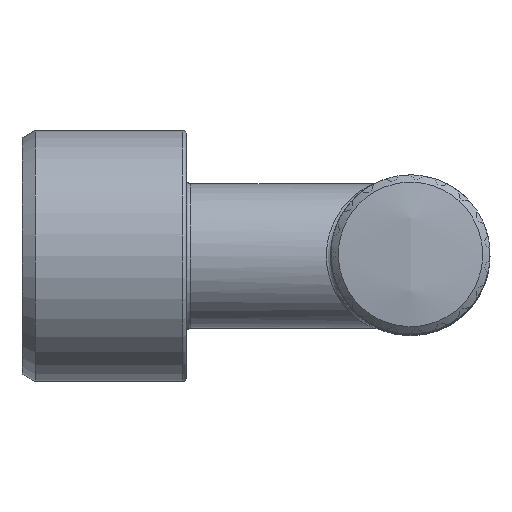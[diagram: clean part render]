
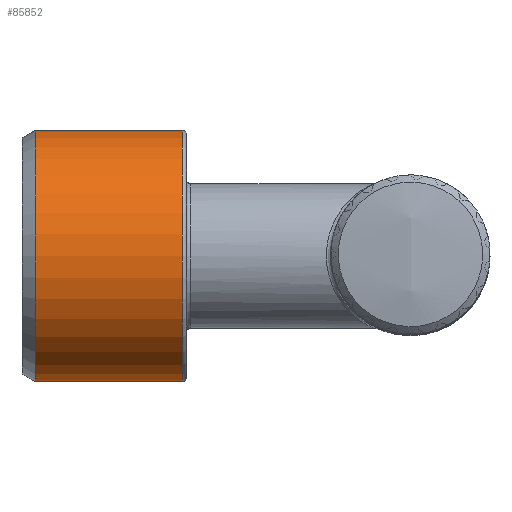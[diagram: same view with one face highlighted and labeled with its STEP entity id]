
A CAD part, top view. The second image highlights one B-rep face of the part: STEP entity #85852.
In plain terms, the highlighted cylindrical face has radius 9.5 mm (diameter 19 mm), a full revolution.
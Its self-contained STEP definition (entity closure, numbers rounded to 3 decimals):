
#514=CIRCLE('',#94081,9.5);
#518=CIRCLE('',#94088,9.5);
#29576=ORIENTED_EDGE('',*,*,#42776,.T.);
#29577=ORIENTED_EDGE('',*,*,#42780,.T.);
#42776=EDGE_CURVE('',#49412,#49412,#514,.T.);
#42780=EDGE_CURVE('',#49416,#49416,#518,.T.);
#49412=VERTEX_POINT('',#188944);
#49416=VERTEX_POINT('',#188955);
#67043=EDGE_LOOP('',(#29576));
#67044=EDGE_LOOP('',(#29577));
#73648=FACE_BOUND('',#67043,.T.);
#73649=FACE_BOUND('',#67044,.T.);
#79266=CYLINDRICAL_SURFACE('',#94091,9.5);
#85852=ADVANCED_FACE('',(#73648,#73649),#79266,.T.);
#94081=AXIS2_PLACEMENT_3D('',#188943,#110479,#110480);
#94088=AXIS2_PLACEMENT_3D('',#188954,#110493,#110494);
#94091=AXIS2_PLACEMENT_3D('',#188959,#110499,#110500);
#110479=DIRECTION('',(-1.,0.,0.));
#110480=DIRECTION('',(0.,0.,1.));
#110493=DIRECTION('',(1.,0.,0.));
#110494=DIRECTION('',(0.,0.,-1.));
#110499=DIRECTION('',(-1.,0.,0.));
#110500=DIRECTION('',(0.,0.,-1.));
#188943=CARTESIAN_POINT('',(65.223,0.,82.816));
#188944=CARTESIAN_POINT('',(65.223,0.,92.316));
#188954=CARTESIAN_POINT('',(54.12,0.,82.816));
#188955=CARTESIAN_POINT('',(54.12,0.,73.316));
#188959=CARTESIAN_POINT('',(65.65,0.,82.816));
